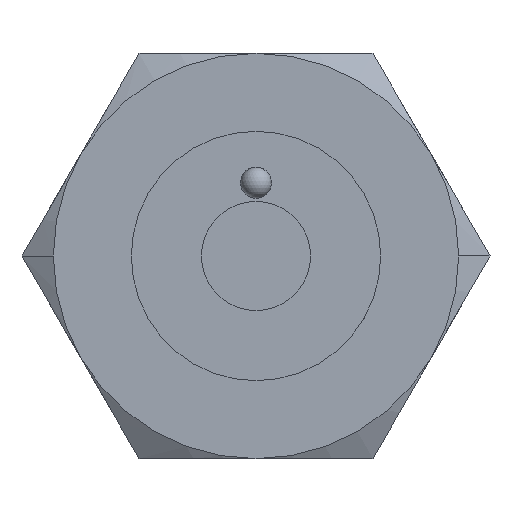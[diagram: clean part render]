
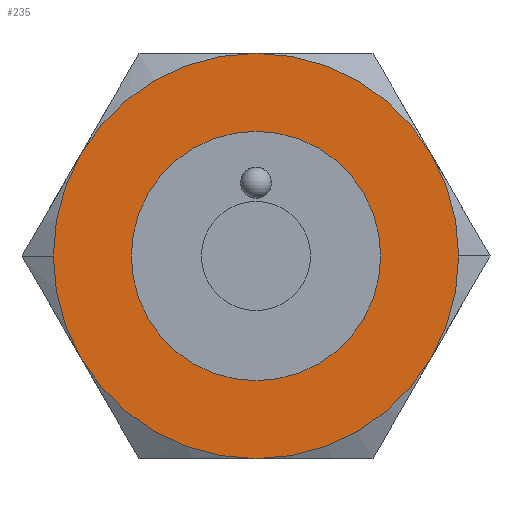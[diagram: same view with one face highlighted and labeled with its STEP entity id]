
A CAD part, front view. The second image highlights one B-rep face of the part: STEP entity #235.
In plain terms, the highlighted planar face has unit normal (0, -1, 0).
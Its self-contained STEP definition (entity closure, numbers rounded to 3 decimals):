
#235=ADVANCED_FACE('',(#377,#378),#379,.T.);
#377=FACE_OUTER_BOUND('',#526,.T.);
#378=FACE_BOUND('',#527,.T.);
#379=PLANE('',#528);
#526=EDGE_LOOP('',(#983,#984,#985,#986,#987,#988,#989,#990));
#527=EDGE_LOOP('',(#991,#992));
#528=AXIS2_PLACEMENT_3D('',#993,#994,#995);
#983=ORIENTED_EDGE('',*,*,#1171,.F.);
#984=ORIENTED_EDGE('',*,*,#1157,.F.);
#985=ORIENTED_EDGE('',*,*,#1160,.F.);
#986=ORIENTED_EDGE('',*,*,#1162,.F.);
#987=ORIENTED_EDGE('',*,*,#1155,.F.);
#988=ORIENTED_EDGE('',*,*,#1166,.F.);
#989=ORIENTED_EDGE('',*,*,#1169,.F.);
#990=ORIENTED_EDGE('',*,*,#1151,.F.);
#991=ORIENTED_EDGE('',*,*,#1191,.T.);
#992=ORIENTED_EDGE('',*,*,#1135,.T.);
#993=CARTESIAN_POINT('',(5.25,-11.0,0.0));
#994=DIRECTION('',(0.0,-1.0,0.0));
#995=DIRECTION('',(-1.0,0.0,0.0));
#1135=EDGE_CURVE('',#1335,#1332,#1336,.T.);
#1151=EDGE_CURVE('',#1362,#1365,#1366,.T.);
#1155=EDGE_CURVE('',#1371,#1369,#1373,.T.);
#1157=EDGE_CURVE('',#1375,#1377,#1378,.T.);
#1160=EDGE_CURVE('',#1381,#1375,#1383,.T.);
#1162=EDGE_CURVE('',#1369,#1381,#1385,.T.);
#1166=EDGE_CURVE('',#1389,#1371,#1391,.T.);
#1169=EDGE_CURVE('',#1365,#1389,#1395,.T.);
#1171=EDGE_CURVE('',#1377,#1362,#1397,.T.);
#1191=EDGE_CURVE('',#1332,#1335,#1425,.T.);
#1332=VERTEX_POINT('',#1852);
#1335=VERTEX_POINT('',#1856);
#1336=CIRCLE('',#1857,4.0);
#1362=VERTEX_POINT('',#1912);
#1365=VERTEX_POINT('',#1916);
#1366=CIRCLE('',#1917,6.5);
#1369=VERTEX_POINT('',#1931);
#1371=VERTEX_POINT('',#1934);
#1373=CIRCLE('',#1947,6.5);
#1375=VERTEX_POINT('',#1949);
#1377=VERTEX_POINT('',#1962);
#1378=CIRCLE('',#1963,6.5);
#1381=VERTEX_POINT('',#1977);
#1383=CIRCLE('',#1990,6.5);
#1385=CIRCLE('',#2003,6.5);
#1389=VERTEX_POINT('',#2029);
#1391=CIRCLE('',#2042,6.5);
#1395=CIRCLE('',#2068,6.5);
#1397=CIRCLE('',#2081,6.5);
#1425=CIRCLE('',#2219,4.0);
#1852=CARTESIAN_POINT('',(4.0,-11.0,0.0));
#1856=CARTESIAN_POINT('',(-4.0,-11.0,0.));
#1857=AXIS2_PLACEMENT_3D('',#2369,#2370,#2371);
#1912=CARTESIAN_POINT('',(6.5,-11.0,0.));
#1916=CARTESIAN_POINT('',(5.629,-11.0,-3.25));
#1917=AXIS2_PLACEMENT_3D('',#2395,#2396,#2397);
#1931=CARTESIAN_POINT('',(-6.5,-11.0,0.));
#1934=CARTESIAN_POINT('',(-5.629,-11.0,-3.25));
#1947=AXIS2_PLACEMENT_3D('',#2399,#2400,#2401);
#1949=CARTESIAN_POINT('',(0.,-11.0,6.5));
#1962=CARTESIAN_POINT('',(5.629,-11.0,3.25));
#1963=AXIS2_PLACEMENT_3D('',#2402,#2403,#2404);
#1977=CARTESIAN_POINT('',(-5.629,-11.0,3.25));
#1990=AXIS2_PLACEMENT_3D('',#2405,#2406,#2407);
#2003=AXIS2_PLACEMENT_3D('',#2408,#2409,#2410);
#2029=CARTESIAN_POINT('',(0.0,-11.0,-6.5));
#2042=AXIS2_PLACEMENT_3D('',#2411,#2412,#2413);
#2068=AXIS2_PLACEMENT_3D('',#2414,#2415,#2416);
#2081=AXIS2_PLACEMENT_3D('',#2417,#2418,#2419);
#2219=AXIS2_PLACEMENT_3D('',#2447,#2448,#2449);
#2369=CARTESIAN_POINT('',(0.0,-11.0,0.0));
#2370=DIRECTION('',(0.0,1.0,0.0));
#2371=DIRECTION('',(1.0,0.0,0.0));
#2395=CARTESIAN_POINT('',(0.0,-11.0,0.0));
#2396=DIRECTION('',(0.0,1.0,0.0));
#2397=DIRECTION('',(1.0,0.0,0.0));
#2399=CARTESIAN_POINT('',(0.0,-11.0,0.0));
#2400=DIRECTION('',(0.0,1.0,0.0));
#2401=DIRECTION('',(1.0,0.0,0.0));
#2402=CARTESIAN_POINT('',(0.0,-11.0,0.0));
#2403=DIRECTION('',(0.0,1.0,0.0));
#2404=DIRECTION('',(1.0,0.0,0.0));
#2405=CARTESIAN_POINT('',(0.0,-11.0,0.0));
#2406=DIRECTION('',(0.0,1.0,0.0));
#2407=DIRECTION('',(1.0,0.0,0.0));
#2408=CARTESIAN_POINT('',(0.0,-11.0,0.0));
#2409=DIRECTION('',(0.0,1.0,0.0));
#2410=DIRECTION('',(1.0,0.0,0.0));
#2411=CARTESIAN_POINT('',(0.0,-11.0,0.0));
#2412=DIRECTION('',(0.0,1.0,0.0));
#2413=DIRECTION('',(1.0,0.0,0.0));
#2414=CARTESIAN_POINT('',(0.0,-11.0,0.0));
#2415=DIRECTION('',(0.0,1.0,0.0));
#2416=DIRECTION('',(1.0,0.0,0.0));
#2417=CARTESIAN_POINT('',(0.0,-11.0,0.0));
#2418=DIRECTION('',(0.0,1.0,0.0));
#2419=DIRECTION('',(1.0,0.0,0.0));
#2447=CARTESIAN_POINT('',(0.0,-11.0,0.0));
#2448=DIRECTION('',(0.0,1.0,0.0));
#2449=DIRECTION('',(1.0,0.0,0.0));
